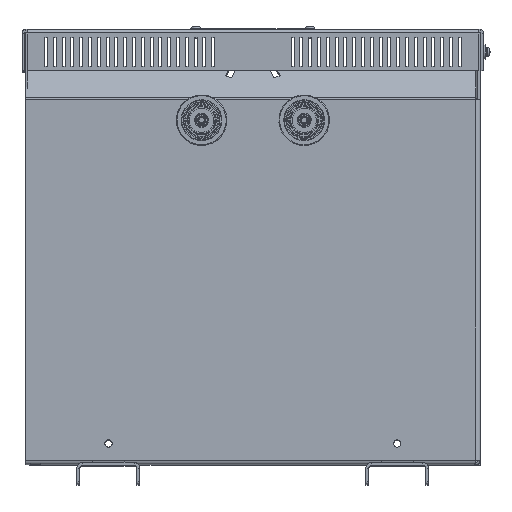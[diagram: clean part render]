
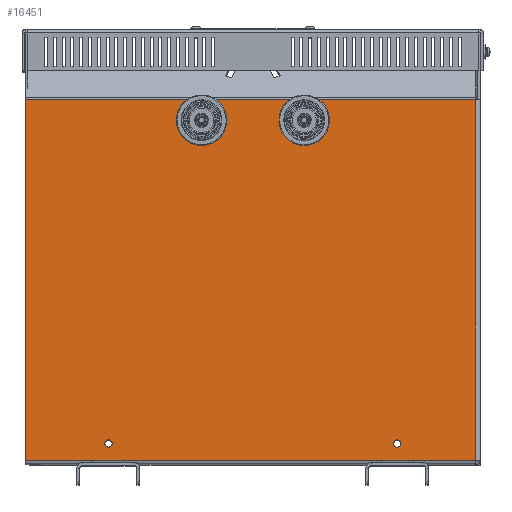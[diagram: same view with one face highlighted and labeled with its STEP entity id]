
A CAD part, top view. The second image highlights one B-rep face of the part: STEP entity #16451.
In plain terms, the highlighted planar face has unit normal (0, 0, 1).
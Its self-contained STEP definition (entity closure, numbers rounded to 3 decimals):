
#365=FACE_BOUND('',#2860,.T.);
#366=FACE_BOUND('',#2861,.T.);
#367=FACE_BOUND('',#2862,.T.);
#368=FACE_BOUND('',#2863,.T.);
#1027=PLANE('',#17522);
#1771=FACE_OUTER_BOUND('',#2859,.T.);
#2859=EDGE_LOOP('',(#13747,#13748,#13749,#13750));
#2860=EDGE_LOOP('',(#13751));
#2861=EDGE_LOOP('',(#13752));
#2862=EDGE_LOOP('',(#13753));
#2863=EDGE_LOOP('',(#13754));
#4620=LINE('',#25262,#6340);
#4681=LINE('',#25415,#6401);
#4715=LINE('',#25564,#6435);
#4716=LINE('',#25565,#6436);
#6340=VECTOR('',#20679,10.);
#6401=VECTOR('',#20806,10.);
#6435=VECTOR('',#20906,10.);
#6436=VECTOR('',#20907,10.);
#6882=CIRCLE('',#17427,11.5);
#6884=CIRCLE('',#17430,11.5);
#6893=CIRCLE('',#17479,2.5);
#6900=CIRCLE('',#17494,2.5);
#8034=VERTEX_POINT('',#25133);
#8036=VERTEX_POINT('',#25138);
#8075=VERTEX_POINT('',#25247);
#8076=VERTEX_POINT('',#25251);
#8112=VERTEX_POINT('',#25365);
#8128=VERTEX_POINT('',#25406);
#8129=VERTEX_POINT('',#25414);
#8131=VERTEX_POINT('',#25425);
#9920=EDGE_CURVE('',#8034,#8034,#6882,.T.);
#9922=EDGE_CURVE('',#8036,#8036,#6884,.T.);
#9982=EDGE_CURVE('',#8075,#8076,#4620,.T.);
#10033=EDGE_CURVE('',#8112,#8112,#6893,.T.);
#10054=EDGE_CURVE('',#8129,#8128,#4681,.T.);
#10060=EDGE_CURVE('',#8131,#8131,#6900,.T.);
#10101=EDGE_CURVE('',#8129,#8076,#4715,.T.);
#10102=EDGE_CURVE('',#8128,#8075,#4716,.T.);
#13747=ORIENTED_EDGE('',*,*,#9982,.T.);
#13748=ORIENTED_EDGE('',*,*,#10101,.F.);
#13749=ORIENTED_EDGE('',*,*,#10054,.T.);
#13750=ORIENTED_EDGE('',*,*,#10102,.T.);
#13751=ORIENTED_EDGE('',*,*,#9920,.T.);
#13752=ORIENTED_EDGE('',*,*,#9922,.T.);
#13753=ORIENTED_EDGE('',*,*,#10033,.T.);
#13754=ORIENTED_EDGE('',*,*,#10060,.T.);
#16451=ADVANCED_FACE('',(#1771,#365,#366,#367,#368),#1027,.T.);
#17427=AXIS2_PLACEMENT_3D('',#25134,#20564,#20565);
#17430=AXIS2_PLACEMENT_3D('',#25139,#20570,#20571);
#17479=AXIS2_PLACEMENT_3D('',#25366,#20770,#20771);
#17494=AXIS2_PLACEMENT_3D('',#25426,#20819,#20820);
#17522=AXIS2_PLACEMENT_3D('',#25563,#20904,#20905);
#20564=DIRECTION('center_axis',(0.,0.,
-1.));
#20565=DIRECTION('ref_axis',(-1.,0.,0.));
#20570=DIRECTION('center_axis',(0.,0.,
-1.));
#20571=DIRECTION('ref_axis',(-1.,0.,0.));
#20679=DIRECTION('',(-1.,0.,0.));
#20770=DIRECTION('center_axis',(0.,0.,
-1.));
#20771=DIRECTION('ref_axis',(-1.,0.,0.));
#20806=DIRECTION('',(1.,0.,0.));
#20819=DIRECTION('center_axis',(0.,0.,
-1.));
#20820=DIRECTION('ref_axis',(1.,0.,0.));
#20904=DIRECTION('center_axis',(0.,0.,
1.));
#20905=DIRECTION('ref_axis',(1.,0.,0.));
#20906=DIRECTION('',(0.,1.,0.));
#20907=DIRECTION('',(0.,1.,0.));
#25133=CARTESIAN_POINT('',(-23.5,110.,95.));
#25134=CARTESIAN_POINT('Origin',(-35.,110.,95.));
#25138=CARTESIAN_POINT('',(46.5,110.,95.));
#25139=CARTESIAN_POINT('Origin',(35.,110.,95.));
#25247=CARTESIAN_POINT('',(152.,124.196,95.));
#25251=CARTESIAN_POINT('',(-155.,124.196,95.));
#25262=CARTESIAN_POINT('',(-28.804,124.196,95.));
#25365=CARTESIAN_POINT('',(-95.939,-110.5,95.));
#25366=CARTESIAN_POINT('Origin',(-98.439,-110.5,95.));
#25406=CARTESIAN_POINT('',(152.,-122.,95.));
#25414=CARTESIAN_POINT('',(-155.,-122.,95.));
#25415=CARTESIAN_POINT('',(-28.804,-122.,95.));
#25425=CARTESIAN_POINT('',(95.939,-110.5,95.));
#25426=CARTESIAN_POINT('Origin',(98.439,-110.5,95.));
#25563=CARTESIAN_POINT('Origin',(97.393,0.,
95.));
#25564=CARTESIAN_POINT('',(-155.,-125.,95.));
#25565=CARTESIAN_POINT('',(152.,0.,95.));
